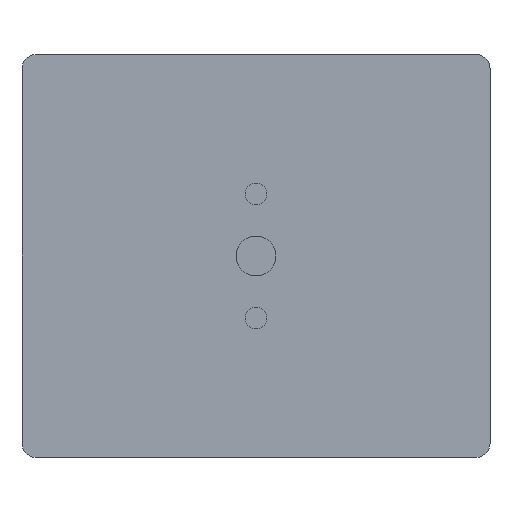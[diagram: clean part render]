
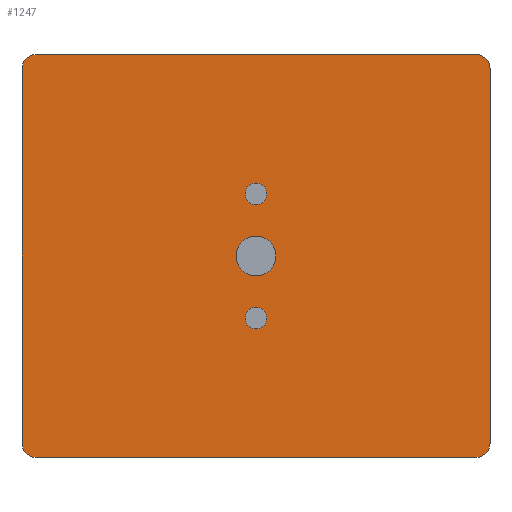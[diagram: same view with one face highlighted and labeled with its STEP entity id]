
A CAD part, front view. The second image highlights one B-rep face of the part: STEP entity #1247.
In plain terms, the highlighted planar face has unit normal (0, -1, 0).
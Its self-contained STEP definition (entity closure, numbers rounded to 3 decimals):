
#15=FACE_BOUND('',#204,.T.);
#16=FACE_BOUND('',#205,.T.);
#17=FACE_BOUND('',#206,.T.);
#61=PLANE('',#1363);
#128=FACE_OUTER_BOUND('',#203,.T.);
#203=EDGE_LOOP('',(#975,#976,#977,#978,#979,#980,#981,#982));
#204=EDGE_LOOP('',(#983));
#205=EDGE_LOOP('',(#984));
#206=EDGE_LOOP('',(#985));
#316=LINE('',#1942,#452);
#317=LINE('',#1946,#453);
#318=LINE('',#1950,#454);
#319=LINE('',#1954,#455);
#452=VECTOR('',#1589,10.);
#453=VECTOR('',#1592,10.);
#454=VECTOR('',#1595,10.);
#455=VECTOR('',#1598,10.);
#531=CIRCLE('',#1309,1.5);
#533=CIRCLE('',#1313,1.5);
#547=CIRCLE('',#1361,2.769);
#549=CIRCLE('',#1364,2.);
#550=CIRCLE('',#1365,2.);
#551=CIRCLE('',#1366,2.);
#552=CIRCLE('',#1367,2.);
#566=VERTEX_POINT('',#1778);
#568=VERTEX_POINT('',#1785);
#614=VERTEX_POINT('',#1934);
#616=VERTEX_POINT('',#1940);
#617=VERTEX_POINT('',#1941);
#618=VERTEX_POINT('',#1943);
#619=VERTEX_POINT('',#1945);
#620=VERTEX_POINT('',#1947);
#621=VERTEX_POINT('',#1949);
#622=VERTEX_POINT('',#1951);
#623=VERTEX_POINT('',#1953);
#680=EDGE_CURVE('',#566,#566,#531,.T.);
#683=EDGE_CURVE('',#568,#568,#533,.T.);
#752=EDGE_CURVE('',#614,#614,#547,.T.);
#755=EDGE_CURVE('',#616,#617,#316,.T.);
#756=EDGE_CURVE('',#617,#618,#549,.T.);
#757=EDGE_CURVE('',#618,#619,#317,.T.);
#758=EDGE_CURVE('',#619,#620,#550,.T.);
#759=EDGE_CURVE('',#620,#621,#318,.T.);
#760=EDGE_CURVE('',#621,#622,#551,.T.);
#761=EDGE_CURVE('',#622,#623,#319,.T.);
#762=EDGE_CURVE('',#623,#616,#552,.T.);
#975=ORIENTED_EDGE('',*,*,#755,.T.);
#976=ORIENTED_EDGE('',*,*,#756,.T.);
#977=ORIENTED_EDGE('',*,*,#757,.T.);
#978=ORIENTED_EDGE('',*,*,#758,.T.);
#979=ORIENTED_EDGE('',*,*,#759,.T.);
#980=ORIENTED_EDGE('',*,*,#760,.T.);
#981=ORIENTED_EDGE('',*,*,#761,.T.);
#982=ORIENTED_EDGE('',*,*,#762,.T.);
#983=ORIENTED_EDGE('',*,*,#680,.T.);
#984=ORIENTED_EDGE('',*,*,#683,.T.);
#985=ORIENTED_EDGE('',*,*,#752,.T.);
#1247=ADVANCED_FACE('',(#128,#15,#16,#17),#61,.T.);
#1309=AXIS2_PLACEMENT_3D('',#1779,#1422,#1423);
#1313=AXIS2_PLACEMENT_3D('',#1786,#1431,#1432);
#1361=AXIS2_PLACEMENT_3D('',#1935,#1582,#1583);
#1363=AXIS2_PLACEMENT_3D('',#1939,#1587,#1588);
#1364=AXIS2_PLACEMENT_3D('',#1944,#1590,#1591);
#1365=AXIS2_PLACEMENT_3D('',#1948,#1593,#1594);
#1366=AXIS2_PLACEMENT_3D('',#1952,#1596,#1597);
#1367=AXIS2_PLACEMENT_3D('',#1955,#1599,#1600);
#1422=DIRECTION('center_axis',(0.,1.,0.));
#1423=DIRECTION('ref_axis',(1.,0.,0.));
#1431=DIRECTION('center_axis',(0.,1.,0.));
#1432=DIRECTION('ref_axis',(1.,0.,0.));
#1582=DIRECTION('center_axis',(0.,1.,0.));
#1583=DIRECTION('ref_axis',(-1.,0.,0.));
#1587=DIRECTION('center_axis',(0.,-1.,0.));
#1588=DIRECTION('ref_axis',(0.,0.,-1.));
#1589=DIRECTION('',(0.,0.,-1.));
#1590=DIRECTION('center_axis',(0.,-1.,0.));
#1591=DIRECTION('ref_axis',(-1.,0.,0.));
#1592=DIRECTION('',(1.,0.,0.));
#1593=DIRECTION('center_axis',(0.,-1.,0.));
#1594=DIRECTION('ref_axis',(0.,0.,-1.));
#1595=DIRECTION('',(0.,0.,1.));
#1596=DIRECTION('center_axis',(0.,-1.,0.));
#1597=DIRECTION('ref_axis',(1.,0.,0.));
#1598=DIRECTION('',(-1.,0.,0.));
#1599=DIRECTION('center_axis',(0.,-1.,0.));
#1600=DIRECTION('ref_axis',(0.,0.,1.));
#1778=CARTESIAN_POINT('',(-1.5,-5.,8.625));
#1779=CARTESIAN_POINT('Origin',(0.,-5.,8.625));
#1785=CARTESIAN_POINT('',(-1.5,-5.,-8.625));
#1786=CARTESIAN_POINT('Origin',(0.,-5.,-8.625));
#1934=CARTESIAN_POINT('',(2.769,-5.,0.));
#1935=CARTESIAN_POINT('Origin',(0.,-5.,0.));
#1939=CARTESIAN_POINT('Origin',(0.,-5.,0.));
#1940=CARTESIAN_POINT('',(-32.5,-5.,26.));
#1941=CARTESIAN_POINT('',(-32.5,-5.,-26.));
#1942=CARTESIAN_POINT('',(-32.5,-5.,26.));
#1943=CARTESIAN_POINT('',(-30.5,-5.,-28.));
#1944=CARTESIAN_POINT('Origin',(-30.5,-5.,-26.));
#1945=CARTESIAN_POINT('',(30.5,-5.,-28.));
#1946=CARTESIAN_POINT('',(-30.5,-5.,-28.));
#1947=CARTESIAN_POINT('',(32.5,-5.,-26.));
#1948=CARTESIAN_POINT('Origin',(30.5,-5.,-26.));
#1949=CARTESIAN_POINT('',(32.5,-5.,26.));
#1950=CARTESIAN_POINT('',(32.5,-5.,-26.));
#1951=CARTESIAN_POINT('',(30.5,-5.,28.));
#1952=CARTESIAN_POINT('Origin',(30.5,-5.,26.));
#1953=CARTESIAN_POINT('',(-30.5,-5.,28.));
#1954=CARTESIAN_POINT('',(30.5,-5.,28.));
#1955=CARTESIAN_POINT('Origin',(-30.5,-5.,26.));
